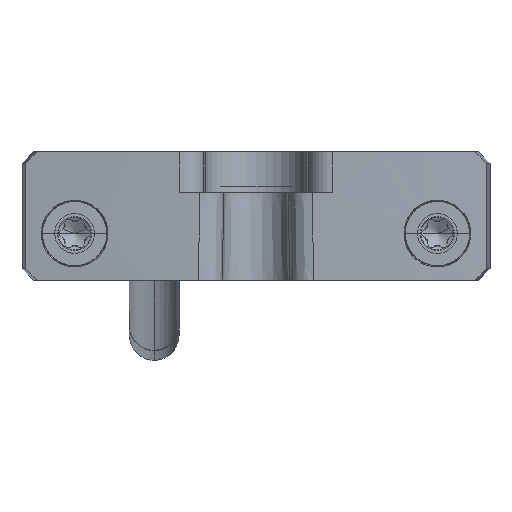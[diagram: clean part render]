
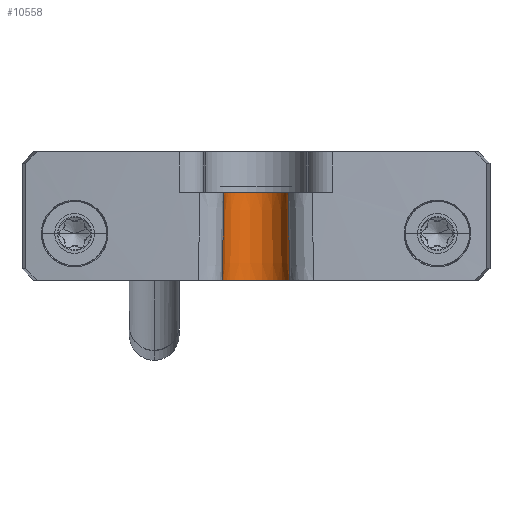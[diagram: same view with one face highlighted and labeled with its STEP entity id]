
A CAD part, front view. The second image highlights one B-rep face of the part: STEP entity #10558.
In plain terms, the highlighted conical face has half-angle 1 degrees and reference radius 2.75 mm.
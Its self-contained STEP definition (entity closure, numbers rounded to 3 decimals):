
#10467=AXIS2_PLACEMENT_3D('Circle Axis2P3D',#10465,#10466,$) ;
#10474=AXIS2_PLACEMENT_3D('Circle Axis2P3D',#10472,#10473,$) ;
#10529=AXIS2_PLACEMENT_3D('Cone Axis2P3D',#10526,#10527,#10528) ;
#10533=AXIS2_PLACEMENT_3D('Circle Axis2P3D',#10531,#10532,$) ;
#10540=AXIS2_PLACEMENT_3D('Circle Axis2P3D',#10538,#10539,$) ;
#10462=CARTESIAN_POINT('Vertex',(17.25,7.395,14.333)) ;
#10465=CARTESIAN_POINT('Axis2P3D Location',(20.,7.395,14.333)) ;
#10469=CARTESIAN_POINT('Vertex',(20.,10.145,14.333)) ;
#10472=CARTESIAN_POINT('Axis2P3D Location',(20.,7.395,14.333)) ;
#10476=CARTESIAN_POINT('Vertex',(22.75,7.395,14.333)) ;
#10510=CARTESIAN_POINT('Vertex',(17.119,7.395,6.833)) ;
#10513=CARTESIAN_POINT('Line Origine',(17.185,7.395,10.583)) ;
#10526=CARTESIAN_POINT('Axis2P3D Location',(20.,7.395,14.333)) ;
#10531=CARTESIAN_POINT('Axis2P3D Location',(20.,7.395,6.833)) ;
#10535=CARTESIAN_POINT('Vertex',(20.,10.276,6.833)) ;
#10538=CARTESIAN_POINT('Axis2P3D Location',(20.,7.395,6.833)) ;
#10542=CARTESIAN_POINT('Vertex',(22.881,7.395,6.833)) ;
#10545=CARTESIAN_POINT('Line Origine',(43652.391,7.395,-2499526.131)) ;
#10466=DIRECTION('Axis2P3D Direction',(0.,0.,-1.)) ;
#10473=DIRECTION('Axis2P3D Direction',(0.,0.,-1.)) ;
#10514=DIRECTION('Vector Direction',(0.017,0.,1.)) ;
#10527=DIRECTION('Axis2P3D Direction',(0.,0.,-1.)) ;
#10528=DIRECTION('Axis2P3D XDirection',(0.,-1.,0.)) ;
#10532=DIRECTION('Axis2P3D Direction',(0.,0.,-1.)) ;
#10539=DIRECTION('Axis2P3D Direction',(0.,0.,-1.)) ;
#10546=DIRECTION('Vector Direction',(0.017,0.,-1.)) ;
#10515=VECTOR('Line Direction',#10514,1.) ;
#10547=VECTOR('Line Direction',#10546,1.) ;
#10551=ORIENTED_EDGE('',*,*,#10471,.F.) ;
#10552=ORIENTED_EDGE('',*,*,#10517,.F.) ;
#10553=ORIENTED_EDGE('',*,*,#10537,.F.) ;
#10554=ORIENTED_EDGE('',*,*,#10544,.F.) ;
#10555=ORIENTED_EDGE('',*,*,#10549,.T.) ;
#10556=ORIENTED_EDGE('',*,*,#10478,.F.) ;
#10558=ADVANCED_FACE('Volumenk\X2\00F6\X0\rper1',(#10557),#10530,.F.) ;
#10468=CIRCLE('generated circle',#10467,2.75) ;
#10475=CIRCLE('generated circle',#10474,2.75) ;
#10534=CIRCLE('generated circle',#10533,2.881) ;
#10541=CIRCLE('generated circle',#10540,2.881) ;
#10530=CONICAL_SURFACE('Cone',#10529,2.75,0.017) ;
#10471=EDGE_CURVE('',#10463,#10470,#10468,.T.) ;
#10478=EDGE_CURVE('',#10470,#10477,#10475,.T.) ;
#10517=EDGE_CURVE('',#10511,#10463,#10516,.T.) ;
#10537=EDGE_CURVE('',#10536,#10511,#10534,.F.) ;
#10544=EDGE_CURVE('',#10543,#10536,#10541,.F.) ;
#10549=EDGE_CURVE('',#10543,#10477,#10548,.F.) ;
#10550=EDGE_LOOP('',(#10551,#10552,#10553,#10554,#10555,#10556)) ;
#10557=FACE_OUTER_BOUND('',#10550,.T.) ;
#10516=LINE('Line',#10513,#10515) ;
#10548=LINE('Line',#10545,#10547) ;
#10463=VERTEX_POINT('',#10462) ;
#10470=VERTEX_POINT('',#10469) ;
#10477=VERTEX_POINT('',#10476) ;
#10511=VERTEX_POINT('',#10510) ;
#10536=VERTEX_POINT('',#10535) ;
#10543=VERTEX_POINT('',#10542) ;
